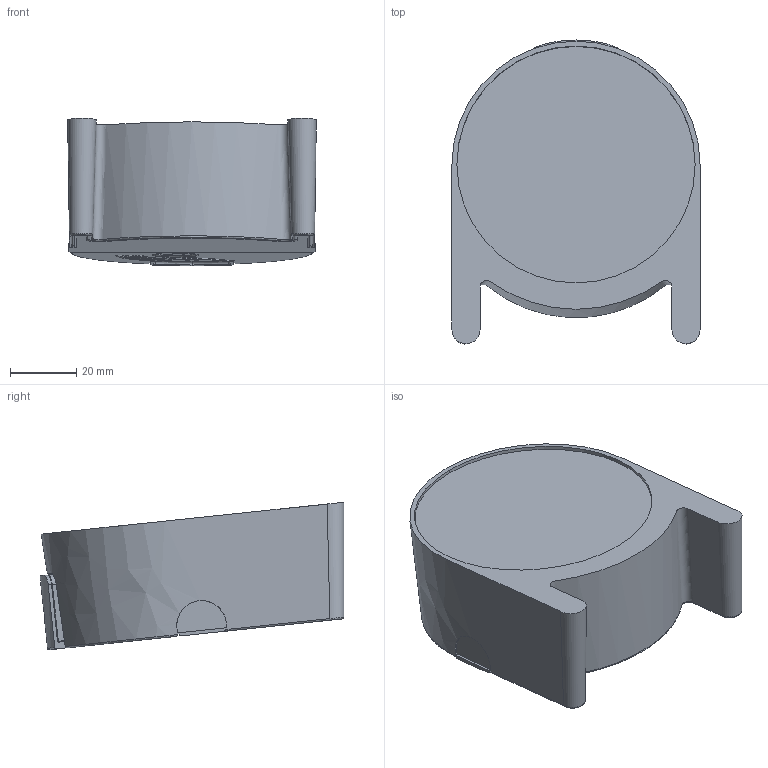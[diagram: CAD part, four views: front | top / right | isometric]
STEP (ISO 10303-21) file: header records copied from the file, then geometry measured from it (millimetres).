
FILE_DESCRIPTION (( 'STEP AP214' ), '1' );
FILE_NAME ('AB 2.STEP', '2023-01-24T20:38:56', ( '' ), ( '' ), 'SwSTEP 2.0', 'SolidWorks 2021', '' );
FILE_SCHEMA (( 'AUTOMOTIVE_DESIGN' ));
Length unit declared in the file: millimetre
Products named in the file (1): AB 2
Bounding box: 75 x 91.86 x 44.55 mm (x, y, z)
Volume: 167882.7 mm3; surface area: 23853.2 mm2
Topology: 3 solids, 3 shells, 244 faces, 624 edges, 392 vertices
Faces by surface type: plane 88, cylinder 74, torus 42, bspline 28, sphere 6, cone 6
Entity records: 9642 total; most frequent: CARTESIAN_POINT 3526, ORIENTED_EDGE 1234, DIRECTION 1205, EDGE_CURVE 617, AXIS2_PLACEMENT_3D 466, VERTEX_POINT 388, LINE 273, VECTOR 273
